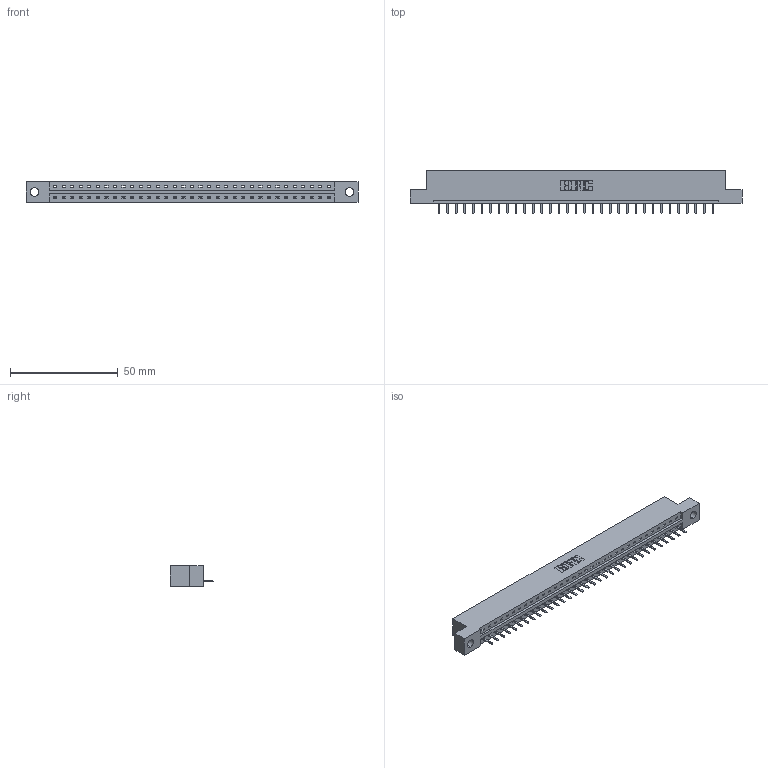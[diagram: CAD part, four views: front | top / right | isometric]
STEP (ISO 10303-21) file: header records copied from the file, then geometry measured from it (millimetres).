
FILE_DESCRIPTION (( 'STEP AP203' ), '1' );
FILE_NAME ('387-033-520-104.STEP', '2019-10-03T21:23:49', ( '' ), ( '' ), 'SwSTEP 2.0', 'SolidWorks 2016', '' );
FILE_SCHEMA (( 'CONFIG_CONTROL_DESIGN' ));
Length unit declared in the file: inch
Products named in the file (3): 387-033-520-104; 345-292-001_345-293-120; 337 Part_Flush Mounting Lugs - 0.156 Dia-TH
Assembly tree (34 placements, depth 2):
  387-033-520-104
    337 Part_Flush Mounting Lugs - 0.156 Dia-TH
    345-292-001_345-293-120  x33
Bounding box: 153.77 x 20.02 x 9.4 mm (x, y, z)
Volume: 15686.6 mm3; surface area: 15613.4 mm2
Topology: 34 solids, 34 shells, 2292 faces, 6779 edges, 4430 vertices
Faces by surface type: plane 1654, cylinder 638
Entity records: 25811 total; most frequent: CARTESIAN_POINT 4513, ORIENTED_EDGE 4470, DIRECTION 3805, EDGE_CURVE 2235, VECTOR 2103, LINE 2103, VERTEX_POINT 1486, AXIS2_PLACEMENT_3D 851
